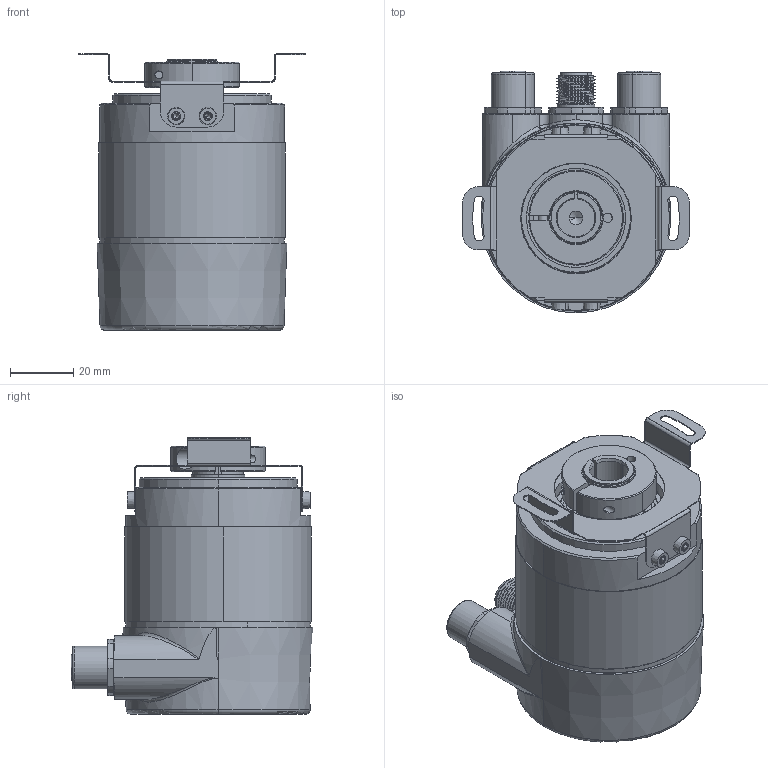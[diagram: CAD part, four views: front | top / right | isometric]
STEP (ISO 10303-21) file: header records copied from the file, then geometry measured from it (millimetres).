
FILE_DESCRIPTION (( 'STEP AP214' ), '1' );
FILE_NAME ('OCD-EEA1B-0013-B120-PRM.STEP', '2020-07-30T09:41:12', ( '' ), ( '' ), 'SwSTEP 2.0', 'SolidWorks 2019', '' );
FILE_SCHEMA (( 'AUTOMOTIVE_DESIGN' ));
Length unit declared in the file: millimetre
Products named in the file (1): OCD-EEA1B-0013-B120-PRM
Bounding box: 71.71 x 76.5 x 87.45 mm (x, y, z)
Volume: 84676.5 mm3; surface area: 78931.9 mm2
Topology: 57 solids, 57 shells, 2026 faces, 5080 edges, 3165 vertices
Faces by surface type: cylinder 877, plane 479, cone 383, bspline 130, torus 121, sphere 36
Entity records: 92738 total; most frequent: CARTESIAN_POINT 22962, DIRECTION 9968, ORIENTED_EDGE 9806, EDGE_CURVE 4903, AXIS2_PLACEMENT_3D 4142, VERTEX_POINT 3109, CIRCLE 2245, EDGE_LOOP 2228
